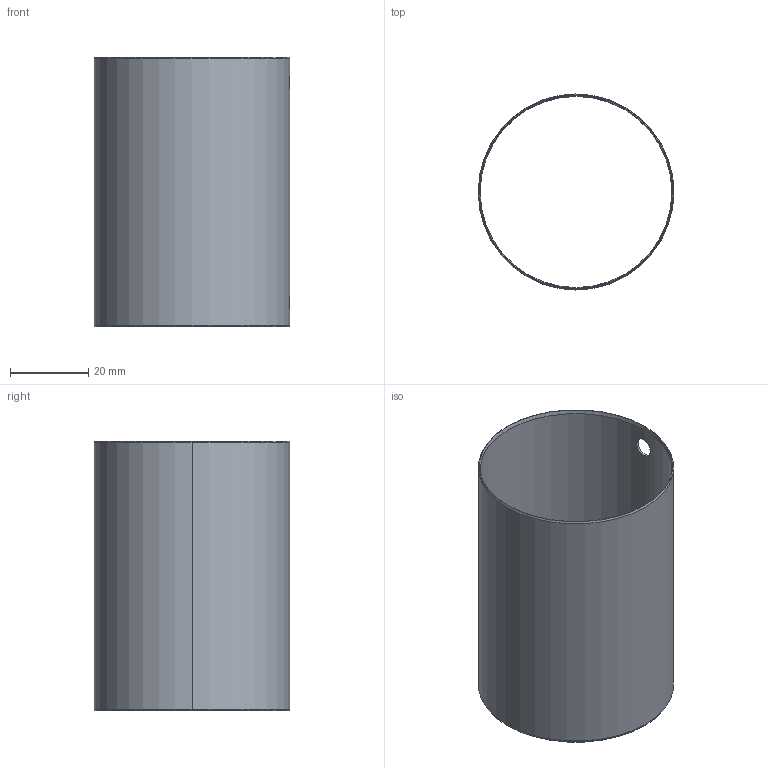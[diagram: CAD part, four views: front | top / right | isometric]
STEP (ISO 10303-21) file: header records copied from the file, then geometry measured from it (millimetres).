
FILE_DESCRIPTION (( 'STEP AP214' ), '1' );
FILE_NAME ('àðò.KRT741.STEP', '2014-06-30T17:47:19', ( '' ), ( '' ), 'SwSTEP 2.0', 'SolidWorks 2014', '' );
FILE_SCHEMA (( 'AUTOMOTIVE_DESIGN' ));
Length unit declared in the file: millimetre
Products named in the file (1): àðò.KRT741
Bounding box: 50 x 50 x 69 mm (x, y, z)
Volume: 5300.4 mm3; surface area: 21452.7 mm2
Topology: 1 solids, 1 shells, 18 faces, 44 edges, 24 vertices
Faces by surface type: cylinder 8, cone 8, plane 2
Entity records: 786 total; most frequent: CARTESIAN_POINT 327, DIRECTION 90, ORIENTED_EDGE 88, EDGE_CURVE 44, AXIS2_PLACEMENT_3D 35, VERTEX_POINT 24, VECTOR 20, LINE 20
